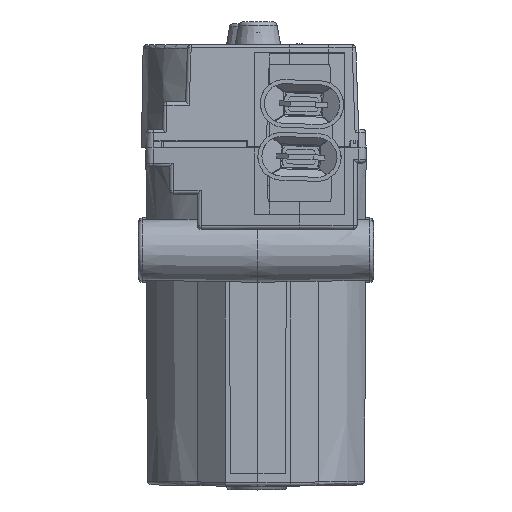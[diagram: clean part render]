
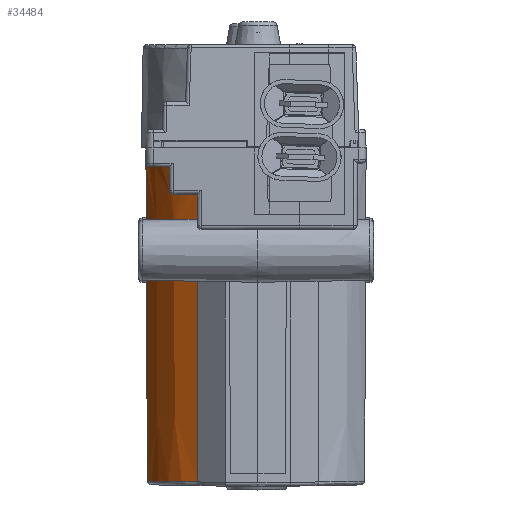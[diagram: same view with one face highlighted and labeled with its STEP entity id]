
A CAD part, front view. The second image highlights one B-rep face of the part: STEP entity #34484.
In plain terms, the highlighted conical face has half-angle 0.25 degrees and reference radius 15.05 mm.
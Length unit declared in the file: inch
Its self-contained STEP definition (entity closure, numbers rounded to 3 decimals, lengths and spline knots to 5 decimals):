
#307=CONICAL_SURFACE('',#36695,0.59252,0.004);
#344=(
BOUNDED_CURVE()
B_SPLINE_CURVE(2,(#67904,#67905,#67906),.UNSPECIFIED.,.F.,.F.)
B_SPLINE_CURVE_WITH_KNOTS((3,3),(0.11162,4.3143),
 .UNSPECIFIED.)
CURVE()
GEOMETRIC_REPRESENTATION_ITEM()
RATIONAL_B_SPLINE_CURVE((1.,1.,1.))
REPRESENTATION_ITEM('')
);
#960=B_SPLINE_CURVE_WITH_KNOTS('',3,(#67758,#67759,#67760,#67761,#67762,
#67763,#67764,#67765,#67766,#67767,#67768,#67769,#67770,#67771),
 .UNSPECIFIED.,.F.,.F.,(4,2,2,2,2,2,4),(0.09357,0.12271,
0.15209,0.17082,0.18018,0.18955,
0.18972),.UNSPECIFIED.);
#963=B_SPLINE_CURVE_WITH_KNOTS('',3,(#67890,#67891,#67892,#67893,#67894,
#67895,#67896,#67897,#67898,#67899),.UNSPECIFIED.,.F.,.F.,(4,2,2,2,4),(0.14816,
0.29078,0.32204,0.32803,0.33401),
 .UNSPECIFIED.);
#964=B_SPLINE_CURVE_WITH_KNOTS('',3,(#67908,#67909,#67910,#67911,#67912,
#67913,#67914,#67915,#67916,#67917,#67918,#67919,#67920,#67921,#67922,#67923,
#67924,#67925,#67926,#67927,#67928,#67929,#67930,#67931,#67932,#67933,#67934,
#67935,#67936,#67937,#67938),.UNSPECIFIED.,.F.,.F.,(4,3,3,3,3,3,3,3,3,3,
4),(0.,0.0186,0.14008,0.25523,
0.36862,0.48297,0.59769,0.71219,
0.8266,0.94076,1.),.UNSPECIFIED.);
#965=B_SPLINE_CURVE_WITH_KNOTS('',3,(#67940,#67941,#67942,#67943,#67944,
#67945,#67946,#67947,#67948,#67949),.UNSPECIFIED.,.F.,.F.,(4,3,3,4),(0.,
0.33333,0.77313,1.),.UNSPECIFIED.);
#3453=FACE_OUTER_BOUND('',#5384,.T.);
#5384=EDGE_LOOP('',(#26583,#26584,#26585,#26586,#26587,#26588,#26589,#26590));
#8127=LINE('',#67951,#11352);
#11352=VECTOR('',#42032,0.3937);
#13283=CIRCLE('',#36696,0.59603);
#13284=CIRCLE('',#36697,0.59541);
#15582=VERTEX_POINT('',#67752);
#15584=VERTEX_POINT('',#67756);
#15598=VERTEX_POINT('',#67884);
#15600=VERTEX_POINT('',#67888);
#15601=VERTEX_POINT('',#67901);
#15602=VERTEX_POINT('',#67903);
#15603=VERTEX_POINT('',#67907);
#15604=VERTEX_POINT('',#67939);
#19589=EDGE_CURVE('',#15582,#15584,#960,.T.);
#19605=EDGE_CURVE('',#15598,#15600,#963,.T.);
#19606=EDGE_CURVE('',#15601,#15598,#13283,.T.);
#19607=EDGE_CURVE('',#15602,#15600,#344,.T.);
#19608=EDGE_CURVE('',#15603,#15602,#964,.T.);
#19609=EDGE_CURVE('',#15603,#15604,#965,.T.);
#19610=EDGE_CURVE('',#15604,#15582,#13284,.T.);
#19611=EDGE_CURVE('',#15584,#15601,#8127,.T.);
#26583=ORIENTED_EDGE('',*,*,#19606,.T.);
#26584=ORIENTED_EDGE('',*,*,#19605,.T.);
#26585=ORIENTED_EDGE('',*,*,#19607,.F.);
#26586=ORIENTED_EDGE('',*,*,#19608,.F.);
#26587=ORIENTED_EDGE('',*,*,#19609,.T.);
#26588=ORIENTED_EDGE('',*,*,#19610,.T.);
#26589=ORIENTED_EDGE('',*,*,#19589,.T.);
#26590=ORIENTED_EDGE('',*,*,#19611,.T.);
#34484=ADVANCED_FACE('',(#3453),#307,.T.);
#36695=AXIS2_PLACEMENT_3D('',#67900,#42026,#42027);
#36696=AXIS2_PLACEMENT_3D('',#67902,#42028,#42029);
#36697=AXIS2_PLACEMENT_3D('',#67950,#42030,#42031);
#42026=DIRECTION('center_axis',(0.,0.,1.));
#42027=DIRECTION('ref_axis',(1.,0.,0.));
#42028=DIRECTION('center_axis',(0.,0.,-1.));
#42029=DIRECTION('ref_axis',(-0.773,-0.635,0.));
#42030=DIRECTION('center_axis',(0.,0.,-1.));
#42031=DIRECTION('ref_axis',(-0.529,-0.849,0.));
#42032=DIRECTION('',(0.,-0.007,1.));
#67752=CARTESIAN_POINT('',(-0.38189,-2.81252,-0.24016));
#67756=CARTESIAN_POINT('',(-0.40157,-2.78983,-0.22047));
#67758=CARTESIAN_POINT('Ctrl Pts',(-0.38189,-2.81252,
-0.24016));
#67759=CARTESIAN_POINT('Ctrl Pts',(-0.38446,-2.80968,
-0.24016));
#67760=CARTESIAN_POINT('Ctrl Pts',(-0.38722,-2.80659,
-0.23963));
#67761=CARTESIAN_POINT('Ctrl Pts',(-0.39243,-2.80063,
-0.23734));
#67762=CARTESIAN_POINT('Ctrl Pts',(-0.39488,-2.79776,
-0.23558));
#67763=CARTESIAN_POINT('Ctrl Pts',(-0.39813,-2.79392,
-0.23177));
#67764=CARTESIAN_POINT('Ctrl Pts',(-0.39935,-2.79246,
-0.22986));
#67765=CARTESIAN_POINT('Ctrl Pts',(-0.40064,-2.79092,
-0.22658));
#67766=CARTESIAN_POINT('Ctrl Pts',(-0.40098,-2.79051,
-0.22541));
#67767=CARTESIAN_POINT('Ctrl Pts',(-0.40145,-2.78996,
-0.22301));
#67768=CARTESIAN_POINT('Ctrl Pts',(-0.40157,-2.78982,
-0.22177));
#67769=CARTESIAN_POINT('Ctrl Pts',(-0.40157,-2.78983,
-0.22052));
#67770=CARTESIAN_POINT('Ctrl Pts',(-0.40157,-2.78983,
-0.22049));
#67771=CARTESIAN_POINT('Ctrl Pts',(-0.40157,-2.78983,
-0.22047));
#67884=CARTESIAN_POINT('',(-0.50359,-2.60908,-0.09843));
#67888=CARTESIAN_POINT('',(-0.52328,-2.53985,-0.07883));
#67890=CARTESIAN_POINT('Ctrl Pts',(-0.50359,-2.60908,
-0.09843));
#67891=CARTESIAN_POINT('Ctrl Pts',(-0.50978,-2.59138,
-0.09843));
#67892=CARTESIAN_POINT('Ctrl Pts',(-0.51605,-2.56999,
-0.09585));
#67893=CARTESIAN_POINT('Ctrl Pts',(-0.52112,-2.54923,
-0.08786));
#67894=CARTESIAN_POINT('Ctrl Pts',(-0.52215,-2.54481,
-0.08595));
#67895=CARTESIAN_POINT('Ctrl Pts',(-0.52292,-2.54141,
-0.08252));
#67896=CARTESIAN_POINT('Ctrl Pts',(-0.52304,-2.54086,
-0.08186));
#67897=CARTESIAN_POINT('Ctrl Pts',(-0.52322,-2.54008,
-0.08041));
#67898=CARTESIAN_POINT('Ctrl Pts',(-0.52327,-2.53985,
-0.07961));
#67899=CARTESIAN_POINT('Ctrl Pts',(-0.52328,-2.53985,
-0.07883));
#67900=CARTESIAN_POINT('Origin',(0.05906,-2.41242,-0.90101));
#67901=CARTESIAN_POINT('',(-0.40157,-2.79067,-0.09843));
#67902=CARTESIAN_POINT('Origin',(0.05906,-2.41242,-0.09843));
#67903=CARTESIAN_POINT('',(-0.51606,-2.53907,-1.73318));
#67904=CARTESIAN_POINT('Ctrl Pts',(-0.51606,-2.53907,
-1.73318));
#67905=CARTESIAN_POINT('Ctrl Pts',(-0.51966,-2.53946,
-0.90855));
#67906=CARTESIAN_POINT('Ctrl Pts',(-0.52328,-2.53985,
-0.07883));
#67907=CARTESIAN_POINT('',(-0.25591,-2.90999,-1.73761));
#67908=CARTESIAN_POINT('Ctrl Pts',(-0.25591,-2.90999,
-1.73761));
#67909=CARTESIAN_POINT('Ctrl Pts',(-0.25834,-2.90845,
-1.73756));
#67910=CARTESIAN_POINT('Ctrl Pts',(-0.26077,-2.90689,
-1.73752));
#67911=CARTESIAN_POINT('Ctrl Pts',(-0.26318,-2.90531,
-1.73748));
#67912=CARTESIAN_POINT('Ctrl Pts',(-0.27894,-2.89501,
-1.73721));
#67913=CARTESIAN_POINT('Ctrl Pts',(-0.29421,-2.88395,
-1.73695));
#67914=CARTESIAN_POINT('Ctrl Pts',(-0.30891,-2.87218,
-1.7367));
#67915=CARTESIAN_POINT('Ctrl Pts',(-0.32285,-2.86103,
-1.73646));
#67916=CARTESIAN_POINT('Ctrl Pts',(-0.33628,-2.84924,
-1.73623));
#67917=CARTESIAN_POINT('Ctrl Pts',(-0.34915,-2.83687,
-1.73601));
#67918=CARTESIAN_POINT('Ctrl Pts',(-0.36181,-2.82468,
-1.73579));
#67919=CARTESIAN_POINT('Ctrl Pts',(-0.37394,-2.81193,
-1.73558));
#67920=CARTESIAN_POINT('Ctrl Pts',(-0.38547,-2.79867,
-1.73539));
#67921=CARTESIAN_POINT('Ctrl Pts',(-0.39709,-2.78529,
-1.73519));
#67922=CARTESIAN_POINT('Ctrl Pts',(-0.40812,-2.77138,
-1.735));
#67923=CARTESIAN_POINT('Ctrl Pts',(-0.41849,-2.75701,
-1.73483));
#67924=CARTESIAN_POINT('Ctrl Pts',(-0.4289,-2.74259,
-1.73465));
#67925=CARTESIAN_POINT('Ctrl Pts',(-0.43865,-2.72769,
-1.73448));
#67926=CARTESIAN_POINT('Ctrl Pts',(-0.44771,-2.71239,
-1.73433));
#67927=CARTESIAN_POINT('Ctrl Pts',(-0.45675,-2.69712,
-1.73418));
#67928=CARTESIAN_POINT('Ctrl Pts',(-0.4651,-2.68143,
-1.73403));
#67929=CARTESIAN_POINT('Ctrl Pts',(-0.47273,-2.66541,
-1.73391));
#67930=CARTESIAN_POINT('Ctrl Pts',(-0.48035,-2.64939,
-1.73378));
#67931=CARTESIAN_POINT('Ctrl Pts',(-0.48724,-2.63303,
-1.73366));
#67932=CARTESIAN_POINT('Ctrl Pts',(-0.49338,-2.61639,
-1.73356));
#67933=CARTESIAN_POINT('Ctrl Pts',(-0.49952,-2.59979,
-1.73346));
#67934=CARTESIAN_POINT('Ctrl Pts',(-0.5049,-2.58291,
-1.73337));
#67935=CARTESIAN_POINT('Ctrl Pts',(-0.50951,-2.56583,
-1.73329));
#67936=CARTESIAN_POINT('Ctrl Pts',(-0.5119,-2.55696,
-1.73325));
#67937=CARTESIAN_POINT('Ctrl Pts',(-0.51408,-2.54804,
-1.73322));
#67938=CARTESIAN_POINT('Ctrl Pts',(-0.51606,-2.53907,
-1.73318));
#67939=CARTESIAN_POINT('',(-0.25591,-2.91771,-0.24016));
#67940=CARTESIAN_POINT('Ctrl Pts',(-0.25591,-2.90999,
-1.73761));
#67941=CARTESIAN_POINT('Ctrl Pts',(-0.25591,-2.91084,
-1.57232));
#67942=CARTESIAN_POINT('Ctrl Pts',(-0.25591,-2.9117,
-1.4067));
#67943=CARTESIAN_POINT('Ctrl Pts',(-0.25591,-2.91255,
-1.24069));
#67944=CARTESIAN_POINT('Ctrl Pts',(-0.25591,-2.91368,
-1.02167));
#67945=CARTESIAN_POINT('Ctrl Pts',(-0.25591,-2.91481,
-0.80197));
#67946=CARTESIAN_POINT('Ctrl Pts',(-0.25591,-2.91595,
-0.58164));
#67947=CARTESIAN_POINT('Ctrl Pts',(-0.25591,-2.91653,
-0.46799));
#67948=CARTESIAN_POINT('Ctrl Pts',(-0.25591,-2.91712,
-0.35416));
#67949=CARTESIAN_POINT('Ctrl Pts',(-0.25591,-2.91771,
-0.24016));
#67950=CARTESIAN_POINT('Origin',(0.05906,-2.41242,-0.24016));
#67951=CARTESIAN_POINT('',(-0.40157,-2.78983,-0.22047));
